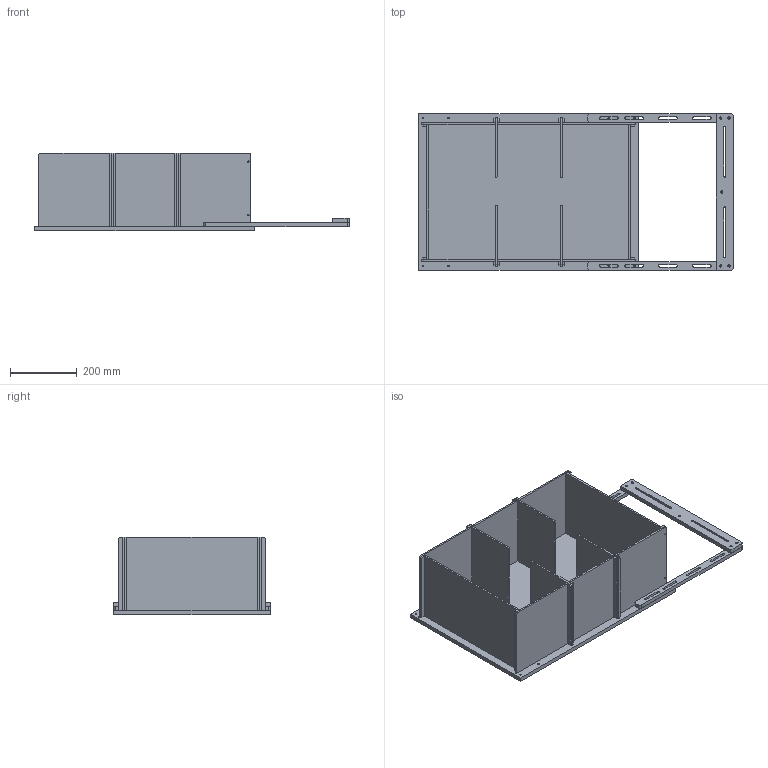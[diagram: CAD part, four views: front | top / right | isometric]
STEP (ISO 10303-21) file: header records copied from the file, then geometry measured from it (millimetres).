
FILE_DESCRIPTION(/* description */ (''),/* implementation_level */ '2;1');
FILE_NAME(/* name */ '3ChamberBox.step',/* time_stamp */ '2024-03-07T11:08:32-07:00',/* author */ (''),/* organization */ (''),/* preprocessor_version */ 'ST-DEVELOPER v20',/* originating_system */ 'Autodesk Translation Framework v12.20.1.177',/* authorisation */ '');
FILE_SCHEMA (('AUTOMOTIVE_DESIGN { 1 0 10303 214 3 1 1 }'));
Length unit declared in the file: inch
Products named in the file (1): 3 Chamber Box
Bounding box: 945.51 x 469.9 x 233.5 mm (x, y, z)
Volume: 7847941.7 mm3; surface area: 2200022.8 mm2
Topology: 28 solids, 28 shells, 313 faces, 765 edges, 510 vertices
Faces by surface type: plane 226, cylinder 87
Full cylindrical faces by diameter (mm): 2.769 x2, 3.81 x6, 5.105 x12, 6.477 x1, 6.604 x4
Entity records: 9335 total; most frequent: CARTESIAN_POINT 1589, DIRECTION 1567, ORIENTED_EDGE 1530, EDGE_CURVE 765, LINE 591, VECTOR 591, VERTEX_POINT 510, AXIS2_PLACEMENT_3D 488
